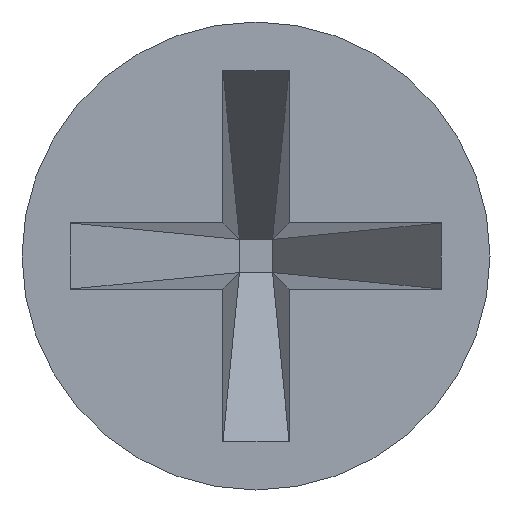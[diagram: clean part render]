
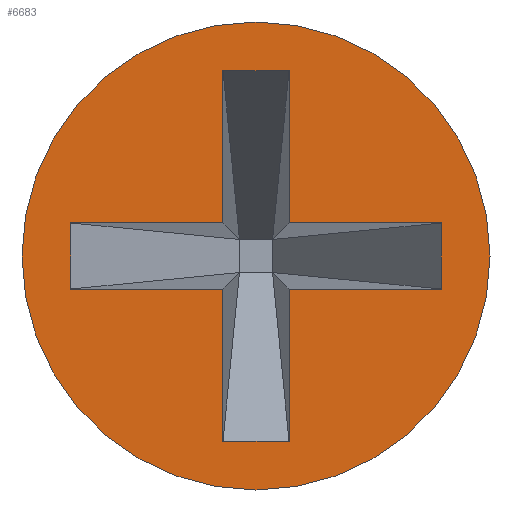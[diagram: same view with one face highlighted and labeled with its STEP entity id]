
A CAD part, left-side view. The second image highlights one B-rep face of the part: STEP entity #6683.
In plain terms, the highlighted planar face has unit normal (-1, 0, 0).
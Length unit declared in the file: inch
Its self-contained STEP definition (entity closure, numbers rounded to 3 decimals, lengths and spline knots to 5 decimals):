
#14 = EDGE_CURVE ( 'NONE', #5814, #519, #7488, .T. ) ;
#128 = ORIENTED_EDGE ( 'NONE', *, *, #1944, .T. ) ;
#216 = VERTEX_POINT ( 'NONE', #6697 ) ;
#227 = DIRECTION ( 'NONE',  ( 0., 0., -1. ) ) ;
#233 = VERTEX_POINT ( 'NONE', #3466 ) ;
#316 = ORIENTED_EDGE ( 'NONE', *, *, #1043, .T. ) ;
#406 = CARTESIAN_POINT ( 'NONE',  ( 0., -0.024, 0.1345 ) ) ;
#484 = LINE ( 'NONE', #3654, #6811 ) ;
#519 = VERTEX_POINT ( 'NONE', #7491 ) ;
#549 = VERTEX_POINT ( 'NONE', #5493 ) ;
#563 = LINE ( 'NONE', #2868, #7424 ) ;
#566 = CARTESIAN_POINT ( 'NONE',  ( 0., 0.024, 0.1345 ) ) ;
#657 = EDGE_CURVE ( 'NONE', #2437, #216, #4490, .T. ) ;
#704 = ORIENTED_EDGE ( 'NONE', *, *, #14, .T. ) ;
#800 = ORIENTED_EDGE ( 'NONE', *, *, #5009, .T. ) ;
#960 = DIRECTION ( 'NONE',  ( 0., 1., 0. ) ) ;
#1043 = EDGE_CURVE ( 'NONE', #4011, #1671, #7630, .T. ) ;
#1189 = CARTESIAN_POINT ( 'NONE',  ( 0., -0.024, 0.1345 ) ) ;
#1425 = EDGE_CURVE ( 'NONE', #519, #549, #6649, .T. ) ;
#1503 = VECTOR ( 'NONE', #2365, 39.37008 ) ;
#1615 = EDGE_CURVE ( 'NONE', #3823, #4997, #3918, .T. ) ;
#1671 = VERTEX_POINT ( 'NONE', #7846 ) ;
#1853 = VERTEX_POINT ( 'NONE', #3151 ) ;
#1900 = ORIENTED_EDGE ( 'NONE', *, *, #657, .T. ) ;
#1944 = EDGE_CURVE ( 'NONE', #1853, #3823, #2561, .T. ) ;
#2125 = DIRECTION ( 'NONE',  ( 0., 0., 1. ) ) ;
#2134 = DIRECTION ( 'NONE',  ( -1., 0., 0. ) ) ;
#2141 = CARTESIAN_POINT ( 'NONE',  ( 0., 0., 0. ) ) ;
#2246 = VERTEX_POINT ( 'NONE', #2712 ) ;
#2315 = VECTOR ( 'NONE', #6650, 39.37008 ) ;
#2338 = CARTESIAN_POINT ( 'NONE',  ( 0., 0.1345, 0.024 ) ) ;
#2365 = DIRECTION ( 'NONE',  ( 0., -1., 0. ) ) ;
#2437 = VERTEX_POINT ( 'NONE', #5537 ) ;
#2468 = CARTESIAN_POINT ( 'NONE',  ( 0., 0., -0.17 ) ) ;
#2477 = CARTESIAN_POINT ( 'NONE',  ( 0., 0., 0. ) ) ;
#2481 = LINE ( 'NONE', #7918, #2315 ) ;
#2525 = CARTESIAN_POINT ( 'NONE',  ( 0., 0.1345, -0.024 ) ) ;
#2561 = LINE ( 'NONE', #4744, #2999 ) ;
#2580 = ORIENTED_EDGE ( 'NONE', *, *, #5160, .T. ) ;
#2712 = CARTESIAN_POINT ( 'NONE',  ( 0., -0.024, 0.024 ) ) ;
#2730 = ORIENTED_EDGE ( 'NONE', *, *, #1615, .T. ) ;
#2804 = ORIENTED_EDGE ( 'NONE', *, *, #2969, .T. ) ;
#2868 = CARTESIAN_POINT ( 'NONE',  ( 0., -0.024, -0.1345 ) ) ;
#2969 = EDGE_CURVE ( 'NONE', #3015, #233, #4471, .T. ) ;
#2999 = VECTOR ( 'NONE', #7969, 39.37008 ) ;
#3015 = VERTEX_POINT ( 'NONE', #6641 ) ;
#3084 = DIRECTION ( 'NONE',  ( -1., 0., 0. ) ) ;
#3151 = CARTESIAN_POINT ( 'NONE',  ( 0., 0.024, 0.024 ) ) ;
#3198 = FACE_OUTER_BOUND ( 'NONE', #5390, .T. ) ;
#3202 = CARTESIAN_POINT ( 'NONE',  ( 0., 0.024, -0.1345 ) ) ;
#3218 = AXIS2_PLACEMENT_3D ( 'NONE', #2477, #3084, #8196 ) ;
#3403 = EDGE_CURVE ( 'NONE', #1671, #4011, #7329, .T. ) ;
#3466 = CARTESIAN_POINT ( 'NONE',  ( 0., -0.1345, -0.024 ) ) ;
#3564 = VECTOR ( 'NONE', #4403, 39.37008 ) ;
#3654 = CARTESIAN_POINT ( 'NONE',  ( 0., -0.1345, -0.024 ) ) ;
#3663 = LINE ( 'NONE', #2525, #4908 ) ;
#3756 = LINE ( 'NONE', #2338, #1503 ) ;
#3823 = VERTEX_POINT ( 'NONE', #4791 ) ;
#3844 = CARTESIAN_POINT ( 'NONE',  ( 0., 0.1345, 0.024 ) ) ;
#3918 = LINE ( 'NONE', #566, #3564 ) ;
#4011 = VERTEX_POINT ( 'NONE', #2468 ) ;
#4061 = EDGE_LOOP ( 'NONE', ( #8145, #1900, #4412, #704, #7147, #2580, #4483, #128, #2730, #4661, #800, #2804 ) ) ;
#4065 = CARTESIAN_POINT ( 'NONE',  ( 0., 0.1345, 0.024 ) ) ;
#4403 = DIRECTION ( 'NONE',  ( 0., -1., 0. ) ) ;
#4412 = ORIENTED_EDGE ( 'NONE', *, *, #8194, .T. ) ;
#4459 = DIRECTION ( 'NONE',  ( 0., 0., 1. ) ) ;
#4471 = LINE ( 'NONE', #6859, #5488 ) ;
#4483 = ORIENTED_EDGE ( 'NONE', *, *, #4834, .T. ) ;
#4490 = LINE ( 'NONE', #1189, #4906 ) ;
#4554 = LINE ( 'NONE', #4065, #8062 ) ;
#4661 = ORIENTED_EDGE ( 'NONE', *, *, #7011, .T. ) ;
#4744 = CARTESIAN_POINT ( 'NONE',  ( 0., 0.024, -0.1345 ) ) ;
#4791 = CARTESIAN_POINT ( 'NONE',  ( 0., 0.024, 0.1345 ) ) ;
#4834 = EDGE_CURVE ( 'NONE', #7896, #1853, #4554, .T. ) ;
#4906 = VECTOR ( 'NONE', #227, 39.37008 ) ;
#4908 = VECTOR ( 'NONE', #4459, 39.37008 ) ;
#4997 = VERTEX_POINT ( 'NONE', #406 ) ;
#5009 = EDGE_CURVE ( 'NONE', #2246, #3015, #3756, .T. ) ;
#5139 = CARTESIAN_POINT ( 'NONE',  ( 0., -0.1345, -0.024 ) ) ;
#5160 = EDGE_CURVE ( 'NONE', #549, #7896, #3663, .T. ) ;
#5390 = EDGE_LOOP ( 'NONE', ( #5413, #316 ) ) ;
#5413 = ORIENTED_EDGE ( 'NONE', *, *, #3403, .T. ) ;
#5488 = VECTOR ( 'NONE', #6803, 39.37008 ) ;
#5493 = CARTESIAN_POINT ( 'NONE',  ( 0., 0.1345, -0.024 ) ) ;
#5537 = CARTESIAN_POINT ( 'NONE',  ( 0., -0.024, -0.024 ) ) ;
#5814 = VERTEX_POINT ( 'NONE', #3202 ) ;
#5818 = DIRECTION ( 'NONE',  ( -1., 0., 0. ) ) ;
#6077 = FACE_BOUND ( 'NONE', #4061, .T. ) ;
#6137 = DIRECTION ( 'NONE',  ( 0., 0., 1. ) ) ;
#6349 = VECTOR ( 'NONE', #8218, 39.37008 ) ;
#6626 = DIRECTION ( 'NONE',  ( 0., -1., 0. ) ) ;
#6641 = CARTESIAN_POINT ( 'NONE',  ( 0., -0.1345, 0.024 ) ) ;
#6649 = LINE ( 'NONE', #5139, #6349 ) ;
#6650 = DIRECTION ( 'NONE',  ( 0., 0., -1. ) ) ;
#6683 = ADVANCED_FACE ( 'NONE', ( #3198, #6077 ), #7576, .T. ) ;
#6697 = CARTESIAN_POINT ( 'NONE',  ( 0., -0.024, -0.1345 ) ) ;
#6803 = DIRECTION ( 'NONE',  ( 0., 0., -1. ) ) ;
#6811 = VECTOR ( 'NONE', #7472, 39.37008 ) ;
#6859 = CARTESIAN_POINT ( 'NONE',  ( 0., -0.1345, 0.024 ) ) ;
#6867 = VECTOR ( 'NONE', #7990, 39.37008 ) ;
#7011 = EDGE_CURVE ( 'NONE', #4997, #2246, #2481, .T. ) ;
#7147 = ORIENTED_EDGE ( 'NONE', *, *, #1425, .T. ) ;
#7213 = AXIS2_PLACEMENT_3D ( 'NONE', #2141, #2134, #2125 ) ;
#7294 = CARTESIAN_POINT ( 'NONE',  ( 0., 0.024, -0.1345 ) ) ;
#7329 = CIRCLE ( 'NONE', #7213, 0.17 ) ;
#7424 = VECTOR ( 'NONE', #960, 39.37008 ) ;
#7472 = DIRECTION ( 'NONE',  ( 0., 1., 0. ) ) ;
#7488 = LINE ( 'NONE', #7294, #6867 ) ;
#7491 = CARTESIAN_POINT ( 'NONE',  ( 0., 0.024, -0.024 ) ) ;
#7576 = PLANE ( 'NONE',  #3218 ) ;
#7630 = CIRCLE ( 'NONE', #7783, 0.17 ) ;
#7730 = EDGE_CURVE ( 'NONE', #233, #2437, #484, .T. ) ;
#7783 = AXIS2_PLACEMENT_3D ( 'NONE', #8037, #5818, #6137 ) ;
#7846 = CARTESIAN_POINT ( 'NONE',  ( 0., 0., 0.17 ) ) ;
#7896 = VERTEX_POINT ( 'NONE', #3844 ) ;
#7918 = CARTESIAN_POINT ( 'NONE',  ( 0., -0.024, 0.1345 ) ) ;
#7969 = DIRECTION ( 'NONE',  ( 0., 0., 1. ) ) ;
#7990 = DIRECTION ( 'NONE',  ( 0., 0., 1. ) ) ;
#8037 = CARTESIAN_POINT ( 'NONE',  ( 0., 0., 0. ) ) ;
#8062 = VECTOR ( 'NONE', #6626, 39.37008 ) ;
#8145 = ORIENTED_EDGE ( 'NONE', *, *, #7730, .T. ) ;
#8194 = EDGE_CURVE ( 'NONE', #216, #5814, #563, .T. ) ;
#8196 = DIRECTION ( 'NONE',  ( 0., 0., 1. ) ) ;
#8218 = DIRECTION ( 'NONE',  ( 0., 1., 0. ) ) ;
